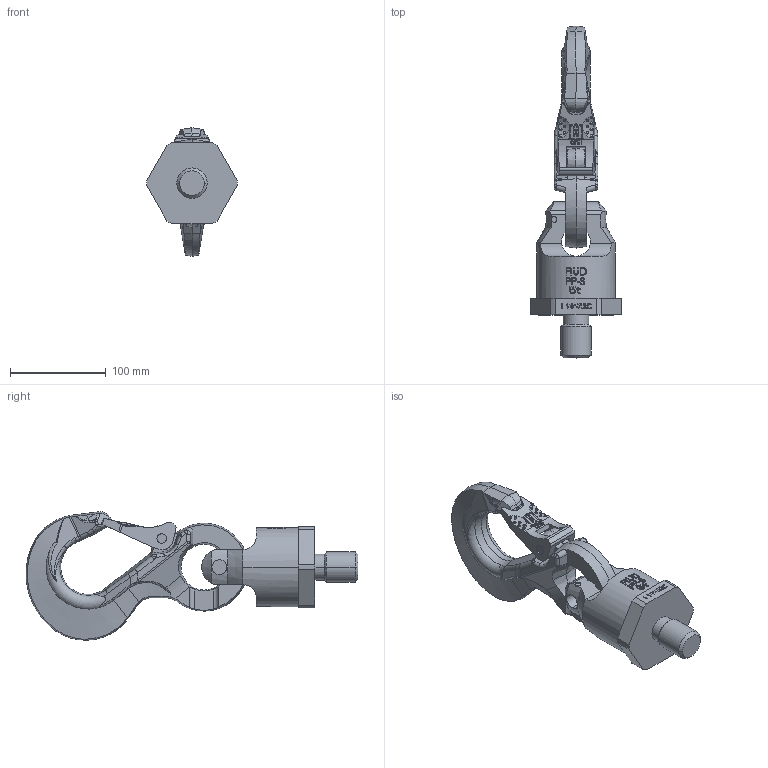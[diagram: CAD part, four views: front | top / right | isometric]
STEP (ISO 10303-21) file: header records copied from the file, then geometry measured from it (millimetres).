
FILE_DESCRIPTION((''),'2;1');
FILE_NAME('4PP-S-5T-1_1_4Z','2005-01-19T',('jakubetz'),(''),'PRO/ENGINEER BY PARAMETRIC TECHNOLOGY CORPORATION, 2001400','PRO/ENGINEER BY PARAMETRIC TECHNOLOGY CORPORATION, 2001400','');
FILE_SCHEMA(('CONFIG_CONTROL_DESIGN'));
Length unit declared in the file: millimetre
Products named in the file (1): 4PP-S-5T-1_1_4Z
Bounding box: 94.98 x 347.38 x 134.49 mm (x, y, z)
Volume: 845668.3 mm3; surface area: 119481.7 mm2
Topology: 4 solids, 6 shells, 915 faces, 2485 edges, 1604 vertices
Faces by surface type: plane 622, cylinder 131, bspline 54, cone 44, sphere 38, torus 26
Entity records: 31500 total; most frequent: CARTESIAN_POINT 9784, ORIENTED_EDGE 4910, DIRECTION 3876, EDGE_CURVE 2457, VERTEX_POINT 1604, VECTOR 1366, LINE 1366, AXIS2_PLACEMENT_3D 1255
